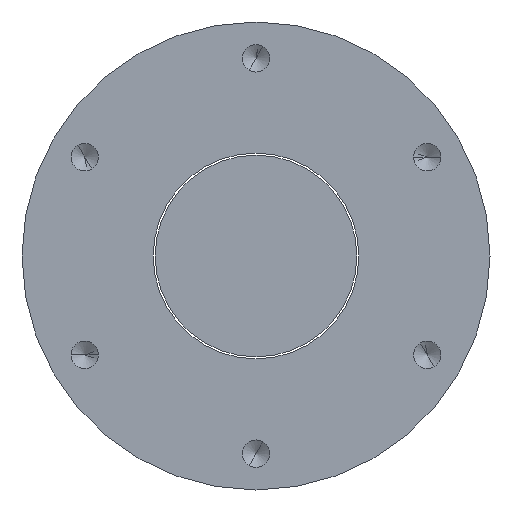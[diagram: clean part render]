
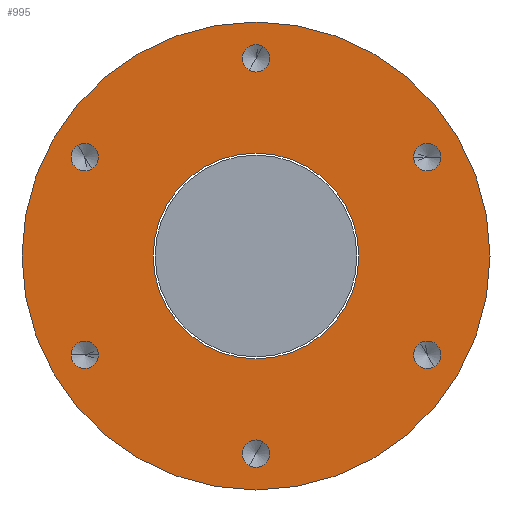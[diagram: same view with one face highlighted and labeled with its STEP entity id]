
A CAD part, left-side view. The second image highlights one B-rep face of the part: STEP entity #995.
In plain terms, the highlighted planar face has unit normal (-1, 0, 0).
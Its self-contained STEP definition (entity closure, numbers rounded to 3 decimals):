
#195=CARTESIAN_POINT('',(0.,0.,0.));
#196=DIRECTION('',(-1.,0.,0.));
#197=DIRECTION('',(0.,1.,0.));
#198=AXIS2_PLACEMENT_3D('',#195,#196,#197);
#200=CARTESIAN_POINT('',(0.,0.,0.));
#201=DIRECTION('',(1.,0.,0.));
#202=DIRECTION('',(0.,1.,0.));
#203=AXIS2_PLACEMENT_3D('',#200,#201,#202);
#205=CARTESIAN_POINT('',(0.,42.435,-24.5));
#206=DIRECTION('',(-1.,0.,0.));
#207=DIRECTION('',(0.,1.,0.));
#208=AXIS2_PLACEMENT_3D('',#205,#206,#207);
#210=CARTESIAN_POINT('',(0.,42.435,-24.5));
#211=DIRECTION('',(-1.,0.,0.));
#212=DIRECTION('',(0.,-1.,0.));
#213=AXIS2_PLACEMENT_3D('',#210,#211,#212);
#215=CARTESIAN_POINT('',(0.,42.435,24.5));
#216=DIRECTION('',(-1.,0.,0.));
#217=DIRECTION('',(0.,0.5,0.866));
#218=AXIS2_PLACEMENT_3D('',#215,#216,#217);
#220=CARTESIAN_POINT('',(0.,42.435,24.5));
#221=DIRECTION('',(-1.,0.,0.));
#222=DIRECTION('',(0.,-0.5,-0.866));
#223=AXIS2_PLACEMENT_3D('',#220,#221,#222);
#225=CARTESIAN_POINT('',(0.,0.,49.));
#226=DIRECTION('',(-1.,0.,0.));
#227=DIRECTION('',(0.,-0.5,0.866));
#228=AXIS2_PLACEMENT_3D('',#225,#226,#227);
#230=CARTESIAN_POINT('',(0.,0.,49.));
#231=DIRECTION('',(-1.,0.,0.));
#232=DIRECTION('',(0.,0.5,-0.866));
#233=AXIS2_PLACEMENT_3D('',#230,#231,#232);
#235=CARTESIAN_POINT('',(0.,-42.435,24.5));
#236=DIRECTION('',(-1.,0.,0.));
#237=DIRECTION('',(0.,-1.,0.));
#238=AXIS2_PLACEMENT_3D('',#235,#236,#237);
#240=CARTESIAN_POINT('',(0.,-42.435,24.5));
#241=DIRECTION('',(-1.,0.,0.));
#242=DIRECTION('',(0.,1.,0.));
#243=AXIS2_PLACEMENT_3D('',#240,#241,#242);
#245=CARTESIAN_POINT('',(0.,-42.435,-24.5));
#246=DIRECTION('',(-1.,0.,0.));
#247=DIRECTION('',(0.,-0.5,-0.866));
#248=AXIS2_PLACEMENT_3D('',#245,#246,#247);
#250=CARTESIAN_POINT('',(0.,-42.435,-24.5));
#251=DIRECTION('',(-1.,0.,0.));
#252=DIRECTION('',(0.,0.5,0.866));
#253=AXIS2_PLACEMENT_3D('',#250,#251,#252);
#255=CARTESIAN_POINT('',(0.,0.,-49.));
#256=DIRECTION('',(-1.,0.,0.));
#257=DIRECTION('',(0.,0.5,-0.866));
#258=AXIS2_PLACEMENT_3D('',#255,#256,#257);
#260=CARTESIAN_POINT('',(0.,0.,-49.));
#261=DIRECTION('',(-1.,0.,0.));
#262=DIRECTION('',(0.,-0.5,0.866));
#263=AXIS2_PLACEMENT_3D('',#260,#261,#262);
#265=CARTESIAN_POINT('',(0.,0.,0.));
#266=DIRECTION('',(1.,0.,0.));
#267=DIRECTION('',(0.,0.,-1.));
#268=AXIS2_PLACEMENT_3D('',#265,#266,#267);
#270=CARTESIAN_POINT('',(0.,0.,0.));
#271=DIRECTION('',(1.,0.,0.));
#272=DIRECTION('',(0.,0.,1.));
#273=AXIS2_PLACEMENT_3D('',#270,#271,#272);
#554=CARTESIAN_POINT('',(0.,58.,0.));
#556=VERTEX_POINT('',#554);
#562=CARTESIAN_POINT('',(0.,-58.,0.));
#564=VERTEX_POINT('',#562);
#643=CARTESIAN_POINT('',(0.,45.835,-24.5));
#644=CARTESIAN_POINT('',(0.,39.035,-24.5));
#645=VERTEX_POINT('',#643);
#646=VERTEX_POINT('',#644);
#653=CARTESIAN_POINT('',(0.,44.135,27.444));
#654=CARTESIAN_POINT('',(0.,40.735,21.556));
#655=VERTEX_POINT('',#653);
#656=VERTEX_POINT('',#654);
#663=CARTESIAN_POINT('',(0.,-1.7,51.944));
#664=CARTESIAN_POINT('',(0.,1.7,46.056));
#665=VERTEX_POINT('',#663);
#666=VERTEX_POINT('',#664);
#673=CARTESIAN_POINT('',(0.,-45.835,24.5));
#674=CARTESIAN_POINT('',(0.,-39.035,24.5));
#675=VERTEX_POINT('',#673);
#676=VERTEX_POINT('',#674);
#683=CARTESIAN_POINT('',(0.,-44.135,-27.444));
#684=CARTESIAN_POINT('',(0.,-40.735,-21.556));
#685=VERTEX_POINT('',#683);
#686=VERTEX_POINT('',#684);
#693=CARTESIAN_POINT('',(0.,1.7,-51.944));
#694=CARTESIAN_POINT('',(0.,-1.7,-46.056));
#695=VERTEX_POINT('',#693);
#696=VERTEX_POINT('',#694);
#701=CARTESIAN_POINT('',(0.,0.,-25.5));
#702=CARTESIAN_POINT('',(0.,0.,25.5));
#703=VERTEX_POINT('',#701);
#704=VERTEX_POINT('',#702);
#944=CARTESIAN_POINT('',(0.,0.,0.));
#945=DIRECTION('',(1.,0.,0.));
#946=DIRECTION('',(0.,-1.,0.));
#947=AXIS2_PLACEMENT_3D('',#944,#945,#946);
#948=PLANE('',#947);
#949=ORIENTED_EDGE('',*,*,#923,.F.);
#950=ORIENTED_EDGE('',*,*,#939,.T.);
#951=EDGE_LOOP('',(#949,#950));
#952=FACE_OUTER_BOUND('',#951,.F.);
#954=ORIENTED_EDGE('',*,*,#953,.T.);
#956=ORIENTED_EDGE('',*,*,#955,.T.);
#957=EDGE_LOOP('',(#954,#956));
#958=FACE_BOUND('',#957,.F.);
#960=ORIENTED_EDGE('',*,*,#959,.T.);
#962=ORIENTED_EDGE('',*,*,#961,.T.);
#963=EDGE_LOOP('',(#960,#962));
#964=FACE_BOUND('',#963,.F.);
#966=ORIENTED_EDGE('',*,*,#965,.T.);
#968=ORIENTED_EDGE('',*,*,#967,.T.);
#969=EDGE_LOOP('',(#966,#968));
#970=FACE_BOUND('',#969,.F.);
#972=ORIENTED_EDGE('',*,*,#971,.T.);
#974=ORIENTED_EDGE('',*,*,#973,.T.);
#975=EDGE_LOOP('',(#972,#974));
#976=FACE_BOUND('',#975,.F.);
#978=ORIENTED_EDGE('',*,*,#977,.T.);
#980=ORIENTED_EDGE('',*,*,#979,.T.);
#981=EDGE_LOOP('',(#978,#980));
#982=FACE_BOUND('',#981,.F.);
#984=ORIENTED_EDGE('',*,*,#983,.T.);
#986=ORIENTED_EDGE('',*,*,#985,.T.);
#987=EDGE_LOOP('',(#984,#986));
#988=FACE_BOUND('',#987,.F.);
#990=ORIENTED_EDGE('',*,*,#989,.F.);
#992=ORIENTED_EDGE('',*,*,#991,.F.);
#993=EDGE_LOOP('',(#990,#992));
#994=FACE_BOUND('',#993,.F.);
#995=ADVANCED_FACE('',(#952,#958,#964,#970,#976,#982,#988,#994),#948,.F.);
#199=CIRCLE('',#198,58.);
#204=CIRCLE('',#203,58.);
#209=CIRCLE('',#208,3.4);
#214=CIRCLE('',#213,3.4);
#219=CIRCLE('',#218,3.4);
#224=CIRCLE('',#223,3.4);
#229=CIRCLE('',#228,3.4);
#234=CIRCLE('',#233,3.4);
#239=CIRCLE('',#238,3.4);
#244=CIRCLE('',#243,3.4);
#249=CIRCLE('',#248,3.4);
#254=CIRCLE('',#253,3.4);
#259=CIRCLE('',#258,3.4);
#264=CIRCLE('',#263,3.4);
#269=CIRCLE('',#268,25.5);
#274=CIRCLE('',#273,25.5);
#923=EDGE_CURVE('',#556,#564,#199,.T.);
#939=EDGE_CURVE('',#556,#564,#204,.T.);
#953=EDGE_CURVE('',#645,#646,#209,.T.);
#955=EDGE_CURVE('',#646,#645,#214,.T.);
#959=EDGE_CURVE('',#655,#656,#219,.T.);
#961=EDGE_CURVE('',#656,#655,#224,.T.);
#965=EDGE_CURVE('',#665,#666,#229,.T.);
#967=EDGE_CURVE('',#666,#665,#234,.T.);
#971=EDGE_CURVE('',#675,#676,#239,.T.);
#973=EDGE_CURVE('',#676,#675,#244,.T.);
#977=EDGE_CURVE('',#685,#686,#249,.T.);
#979=EDGE_CURVE('',#686,#685,#254,.T.);
#983=EDGE_CURVE('',#695,#696,#259,.T.);
#985=EDGE_CURVE('',#696,#695,#264,.T.);
#989=EDGE_CURVE('',#703,#704,#269,.T.);
#991=EDGE_CURVE('',#704,#703,#274,.T.);
